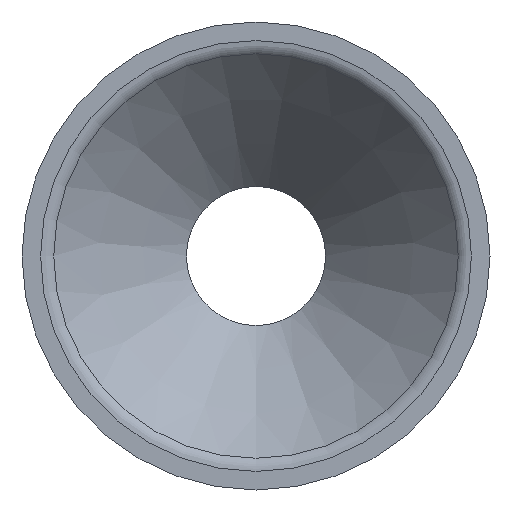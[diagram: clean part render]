
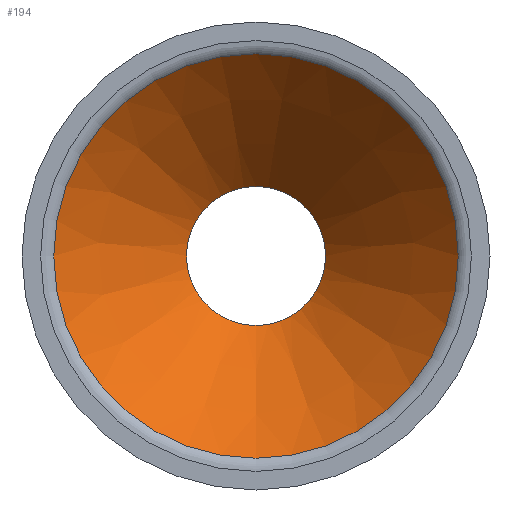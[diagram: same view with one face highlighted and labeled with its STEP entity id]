
A CAD part, front view. The second image highlights one B-rep face of the part: STEP entity #194.
In plain terms, the highlighted conical face has half-angle 41.76 degrees and reference radius 91.614 mm.
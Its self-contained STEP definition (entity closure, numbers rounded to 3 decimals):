
#14 = VERTEX_POINT ( 'NONE', #88 ) ;
#17 = CIRCLE ( 'NONE', #145, 91.614 ) ;
#49 = DIRECTION ( 'NONE',  ( 0., 0., -1. ) ) ;
#53 = CARTESIAN_POINT ( 'NONE',  ( 0., 2.672, -91.614 ) ) ;
#55 = EDGE_CURVE ( 'NONE', #14, #14, #182, .T. ) ;
#69 = DIRECTION ( 'NONE',  ( 0., 0., -1. ) ) ;
#81 = EDGE_LOOP ( 'NONE', ( #235 ) ) ;
#88 = CARTESIAN_POINT ( 'NONE',  ( 0., 70., -31.5 ) ) ;
#89 = AXIS2_PLACEMENT_3D ( 'NONE', #118, #221, #176 ) ;
#100 = DIRECTION ( 'NONE',  ( 0., -1., 0. ) ) ;
#113 = CONICAL_SURFACE ( 'NONE', #244, 91.614, 0.729 ) ;
#116 = CARTESIAN_POINT ( 'NONE',  ( 0., 2.672, 0. ) ) ;
#118 = CARTESIAN_POINT ( 'NONE',  ( 0., 70., 0. ) ) ;
#135 = EDGE_LOOP ( 'NONE', ( #190 ) ) ;
#137 = CARTESIAN_POINT ( 'NONE',  ( 0., 2.672, 0. ) ) ;
#145 = AXIS2_PLACEMENT_3D ( 'NONE', #116, #100, #69 ) ;
#154 = FACE_OUTER_BOUND ( 'NONE', #135, .T. ) ;
#176 = DIRECTION ( 'NONE',  ( 0., 0., -1. ) ) ;
#182 = CIRCLE ( 'NONE', #89, 31.5 ) ;
#184 = VERTEX_POINT ( 'NONE', #53 ) ;
#190 = ORIENTED_EDGE ( 'NONE', *, *, #201, .T. ) ;
#194 = ADVANCED_FACE ( 'NONE', ( #223, #154 ), #113, .F. ) ;
#201 = EDGE_CURVE ( 'NONE', #184, #184, #17, .T. ) ;
#220 = DIRECTION ( 'NONE',  ( 0., -1., 0. ) ) ;
#221 = DIRECTION ( 'NONE',  ( 0., -1., 0. ) ) ;
#223 = FACE_BOUND ( 'NONE', #81, .T. ) ;
#235 = ORIENTED_EDGE ( 'NONE', *, *, #55, .F. ) ;
#244 = AXIS2_PLACEMENT_3D ( 'NONE', #137, #220, #49 ) ;
